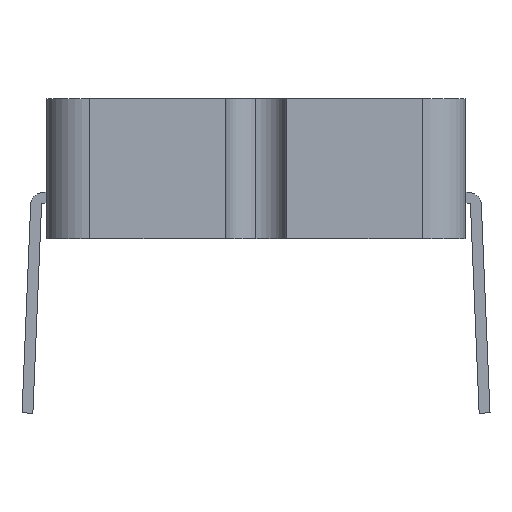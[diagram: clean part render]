
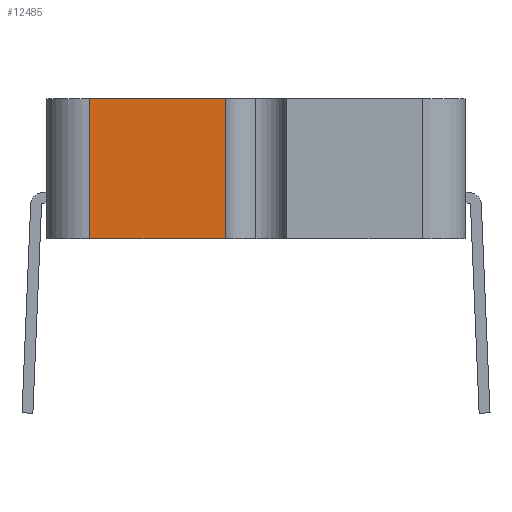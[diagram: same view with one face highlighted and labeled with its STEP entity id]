
A CAD part, left-side view. The second image highlights one B-rep face of the part: STEP entity #12485.
In plain terms, the highlighted planar face has unit normal (-1, 0, 0).
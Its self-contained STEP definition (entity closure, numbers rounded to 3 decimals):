
#12 = EDGE_CURVE ( 'NONE', #12571, #5276, #1940, .T. ) ;
#380 = CARTESIAN_POINT ( 'NONE',  ( -20.8, 3.825, 3.22 ) ) ;
#391 = EDGE_LOOP ( 'NONE', ( #12039, #3665, #9239, #789 ) ) ;
#715 = VECTOR ( 'NONE', #11850, 1000. ) ;
#789 = ORIENTED_EDGE ( 'NONE', *, *, #2570, .T. ) ;
#1421 = CARTESIAN_POINT ( 'NONE',  ( -20.8, 0.7, 0. ) ) ;
#1454 = DIRECTION ( 'NONE',  ( 1., 0., 0. ) ) ;
#1940 = LINE ( 'NONE', #9695, #715 ) ;
#2030 = CARTESIAN_POINT ( 'NONE',  ( -20.8, -4.825, 0. ) ) ;
#2286 = VECTOR ( 'NONE', #13974, 1000. ) ;
#2433 = EDGE_CURVE ( 'NONE', #14329, #5276, #11605, .T. ) ;
#2570 = EDGE_CURVE ( 'NONE', #12571, #9221, #11505, .T. ) ;
#2662 = PLANE ( 'NONE',  #7381 ) ;
#3665 = ORIENTED_EDGE ( 'NONE', *, *, #2433, .T. ) ;
#5276 = VERTEX_POINT ( 'NONE', #10670 ) ;
#5353 = FACE_OUTER_BOUND ( 'NONE', #391, .T. ) ;
#5853 = CARTESIAN_POINT ( 'NONE',  ( -20.8, 0.7, 0. ) ) ;
#7381 = AXIS2_PLACEMENT_3D ( 'NONE', #8270, #1454, #14007 ) ;
#8270 = CARTESIAN_POINT ( 'NONE',  ( -20.8, -4.825, 3.22 ) ) ;
#8433 = EDGE_CURVE ( 'NONE', #9221, #14329, #10936, .T. ) ;
#9188 = CARTESIAN_POINT ( 'NONE',  ( -20.8, 3.825, 0. ) ) ;
#9221 = VERTEX_POINT ( 'NONE', #9188 ) ;
#9239 = ORIENTED_EDGE ( 'NONE', *, *, #12, .F. ) ;
#9695 = CARTESIAN_POINT ( 'NONE',  ( -20.8, -4.825, 3.22 ) ) ;
#10670 = CARTESIAN_POINT ( 'NONE',  ( -20.8, 0.7, 3.22 ) ) ;
#10816 = CARTESIAN_POINT ( 'NONE',  ( -20.8, 3.825, 3.22 ) ) ;
#10936 = LINE ( 'NONE', #2030, #14443 ) ;
#11505 = LINE ( 'NONE', #380, #2286 ) ;
#11605 = LINE ( 'NONE', #1421, #14573 ) ;
#11850 = DIRECTION ( 'NONE',  ( 0., -1., 0. ) ) ;
#12039 = ORIENTED_EDGE ( 'NONE', *, *, #8433, .T. ) ;
#12485 = ADVANCED_FACE ( 'NONE', ( #5353 ), #2662, .F. ) ;
#12571 = VERTEX_POINT ( 'NONE', #10816 ) ;
#13684 = DIRECTION ( 'NONE',  ( 0., 0., 1. ) ) ;
#13974 = DIRECTION ( 'NONE',  ( 0., 0., -1. ) ) ;
#14007 = DIRECTION ( 'NONE',  ( 0., 0., -1. ) ) ;
#14329 = VERTEX_POINT ( 'NONE', #5853 ) ;
#14401 = DIRECTION ( 'NONE',  ( 0., -1., 0. ) ) ;
#14443 = VECTOR ( 'NONE', #14401, 1000. ) ;
#14573 = VECTOR ( 'NONE', #13684, 1000. ) ;
